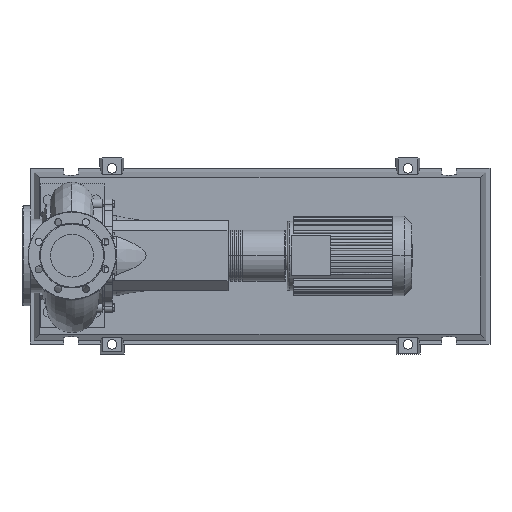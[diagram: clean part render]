
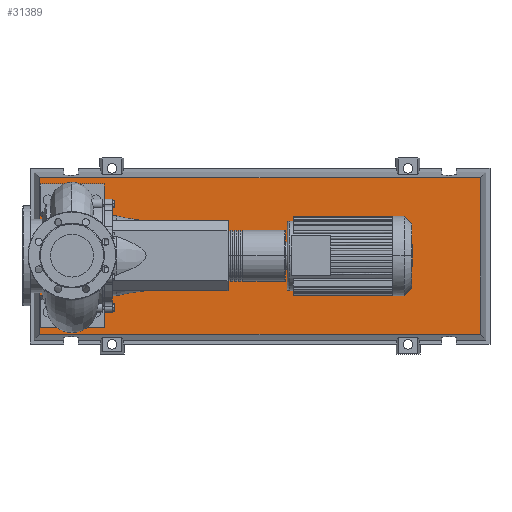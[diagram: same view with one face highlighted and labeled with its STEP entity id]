
A CAD part, top view. The second image highlights one B-rep face of the part: STEP entity #31389.
In plain terms, the highlighted planar face has unit normal (0, 0, 1).
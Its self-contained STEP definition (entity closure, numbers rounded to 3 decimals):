
#31070=CARTESIAN_POINT('',(1020.471,-195.471,103.0));
#31071=VERTEX_POINT('',#31070);
#31078=CARTESIAN_POINT('',(-80.471,-195.471,103.0));
#31079=VERTEX_POINT('',#31078);
#31080=CARTESIAN_POINT('',(1020.471,-195.471,103.0));
#31081=DIRECTION('',(-1.0,0.0,0.0));
#31082=VECTOR('',#31081,1100.941);
#31083=LINE('',#31080,#31082);
#31084=EDGE_CURVE('',#31071,#31079,#31083,.T.);
#31302=CARTESIAN_POINT('',(1020.471,195.471,103.0));
#31303=VERTEX_POINT('',#31302);
#31304=CARTESIAN_POINT('',(1020.471,195.471,103.0));
#31305=DIRECTION('',(0.0,-1.0,0.0));
#31306=VECTOR('',#31305,390.941);
#31307=LINE('',#31304,#31306);
#31308=EDGE_CURVE('',#31303,#31071,#31307,.T.);
#31326=CARTESIAN_POINT('',(-80.471,195.471,103.0));
#31327=VERTEX_POINT('',#31326);
#31328=CARTESIAN_POINT('',(-80.471,-195.471,103.0));
#31329=DIRECTION('',(0.0,1.0,0.0));
#31330=VECTOR('',#31329,390.941);
#31331=LINE('',#31328,#31330);
#31332=EDGE_CURVE('',#31079,#31327,#31331,.T.);
#31365=CARTESIAN_POINT('',(-80.471,195.471,103.0));
#31366=DIRECTION('',(1.0,0.0,0.0));
#31367=VECTOR('',#31366,1100.941);
#31368=LINE('',#31365,#31367);
#31369=EDGE_CURVE('',#31327,#31303,#31368,.T.);
#31378=CARTESIAN_POINT('',(470.,0.,103.0));
#31379=DIRECTION('',(0.0,0.0,1.0));
#31380=DIRECTION('',(1.0,0.0,0.0));
#31381=AXIS2_PLACEMENT_3D('',#31378,#31379,#31380);
#31382=PLANE('',#31381);
#31383=ORIENTED_EDGE('',*,*,#31308,.F.);
#31384=ORIENTED_EDGE('',*,*,#31369,.F.);
#31385=ORIENTED_EDGE('',*,*,#31332,.F.);
#31386=ORIENTED_EDGE('',*,*,#31084,.F.);
#31387=EDGE_LOOP('',(#31383,#31384,#31385,#31386));
#31388=FACE_OUTER_BOUND('',#31387,.T.);
#31389=ADVANCED_FACE('',(#31388),#31382,.T.);
